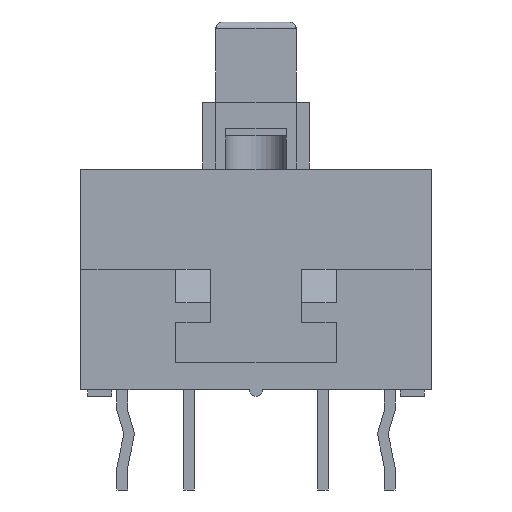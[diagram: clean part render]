
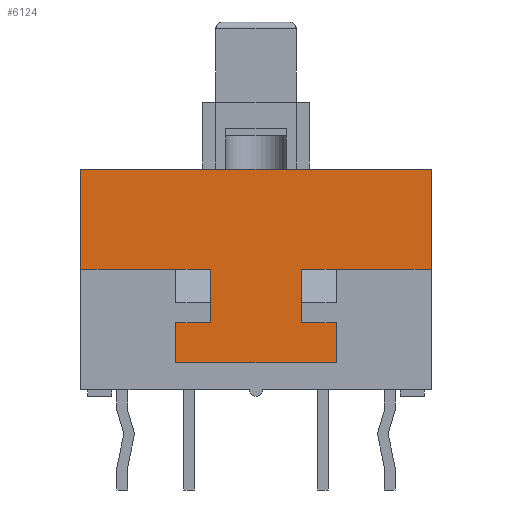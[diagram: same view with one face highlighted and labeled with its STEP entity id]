
A CAD part, front view. The second image highlights one B-rep face of the part: STEP entity #6124.
In plain terms, the highlighted planar face has unit normal (0, -1, 0).
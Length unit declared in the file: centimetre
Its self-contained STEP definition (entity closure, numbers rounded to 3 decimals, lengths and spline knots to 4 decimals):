
#157=FACE_OUTER_BOUND('',#491,.T.);
#491=EDGE_LOOP('',(#4405,#4406,#4407,#4408,#4409,#4410,#4411,#4412,#4413,
#4414,#4415,#4416,#4417,#4418,#4419,#4420));
#931=LINE('',#8641,#1796);
#953=LINE('',#8687,#1818);
#1009=LINE('',#8805,#1874);
#1012=LINE('',#8810,#1877);
#1027=LINE('',#8839,#1892);
#1047=LINE('',#8876,#1912);
#1048=LINE('',#8878,#1913);
#1049=LINE('',#8879,#1914);
#1050=LINE('',#8880,#1915);
#1051=LINE('',#8882,#1916);
#1052=LINE('',#8884,#1917);
#1053=LINE('',#8886,#1918);
#1054=LINE('',#8888,#1919);
#1055=LINE('',#8890,#1920);
#1056=LINE('',#8892,#1921);
#1057=LINE('',#8893,#1922);
#1796=VECTOR('',#7010,1.);
#1818=VECTOR('',#7040,1.);
#1874=VECTOR('',#7138,1.);
#1877=VECTOR('',#7143,1.);
#1892=VECTOR('',#7164,1.);
#1912=VECTOR('',#7194,1.);
#1913=VECTOR('',#7197,1.);
#1914=VECTOR('',#7198,1.);
#1915=VECTOR('',#7199,1.);
#1916=VECTOR('',#7200,1.);
#1917=VECTOR('',#7201,1.);
#1918=VECTOR('',#7202,1.);
#1919=VECTOR('',#7203,1.);
#1920=VECTOR('',#7204,1.);
#1921=VECTOR('',#7205,1.);
#1922=VECTOR('',#7206,1.);
#2619=VERTEX_POINT('',#8636);
#2621=VERTEX_POINT('',#8639);
#2641=VERTEX_POINT('',#8685);
#2681=VERTEX_POINT('',#8802);
#2682=VERTEX_POINT('',#8804);
#2683=VERTEX_POINT('',#8808);
#2693=VERTEX_POINT('',#8836);
#2694=VERTEX_POINT('',#8838);
#2705=VERTEX_POINT('',#8872);
#2706=VERTEX_POINT('',#8874);
#2707=VERTEX_POINT('',#8881);
#2708=VERTEX_POINT('',#8883);
#2709=VERTEX_POINT('',#8885);
#2710=VERTEX_POINT('',#8887);
#2711=VERTEX_POINT('',#8889);
#2712=VERTEX_POINT('',#8891);
#3248=EDGE_CURVE('',#2619,#2621,#931,.T.);
#3270=EDGE_CURVE('',#2621,#2641,#953,.T.);
#3327=EDGE_CURVE('',#2682,#2681,#1009,.T.);
#3330=EDGE_CURVE('',#2683,#2682,#1012,.T.);
#3345=EDGE_CURVE('',#2693,#2694,#1027,.T.);
#3365=EDGE_CURVE('',#2705,#2706,#1047,.T.);
#3366=EDGE_CURVE('',#2641,#2705,#1048,.T.);
#3367=EDGE_CURVE('',#2706,#2694,#1049,.T.);
#3368=EDGE_CURVE('',#2683,#2693,#1050,.T.);
#3369=EDGE_CURVE('',#2707,#2681,#1051,.T.);
#3370=EDGE_CURVE('',#2708,#2707,#1052,.T.);
#3371=EDGE_CURVE('',#2709,#2708,#1053,.T.);
#3372=EDGE_CURVE('',#2710,#2709,#1054,.T.);
#3373=EDGE_CURVE('',#2710,#2711,#1055,.T.);
#3374=EDGE_CURVE('',#2711,#2712,#1056,.T.);
#3375=EDGE_CURVE('',#2712,#2619,#1057,.T.);
#4405=ORIENTED_EDGE('',*,*,#3270,.T.);
#4406=ORIENTED_EDGE('',*,*,#3366,.T.);
#4407=ORIENTED_EDGE('',*,*,#3365,.T.);
#4408=ORIENTED_EDGE('',*,*,#3367,.T.);
#4409=ORIENTED_EDGE('',*,*,#3345,.F.);
#4410=ORIENTED_EDGE('',*,*,#3368,.F.);
#4411=ORIENTED_EDGE('',*,*,#3330,.T.);
#4412=ORIENTED_EDGE('',*,*,#3327,.T.);
#4413=ORIENTED_EDGE('',*,*,#3369,.F.);
#4414=ORIENTED_EDGE('',*,*,#3370,.F.);
#4415=ORIENTED_EDGE('',*,*,#3371,.F.);
#4416=ORIENTED_EDGE('',*,*,#3372,.F.);
#4417=ORIENTED_EDGE('',*,*,#3373,.T.);
#4418=ORIENTED_EDGE('',*,*,#3374,.T.);
#4419=ORIENTED_EDGE('',*,*,#3375,.T.);
#4420=ORIENTED_EDGE('',*,*,#3248,.T.);
#5801=PLANE('',#6475);
#6124=ADVANCED_FACE('',(#157),#5801,.T.);
#6475=AXIS2_PLACEMENT_3D('',#8877,#7195,#7196);
#7010=DIRECTION('',(0.,0.,1.));
#7040=DIRECTION('',(1.,0.,0.));
#7138=DIRECTION('',(0.,0.,-1.));
#7143=DIRECTION('',(1.,0.,0.));
#7164=DIRECTION('',(0.,0.,1.));
#7194=DIRECTION('',(0.,0.,1.));
#7195=DIRECTION('center_axis',(0.,-1.,0.));
#7196=DIRECTION('ref_axis',(0.,0.,1.));
#7197=DIRECTION('',(1.,0.,0.));
#7198=DIRECTION('',(-1.,0.,0.));
#7199=DIRECTION('',(-1.,0.,0.));
#7200=DIRECTION('',(0.,0.,1.));
#7201=DIRECTION('',(1.,0.,0.));
#7202=DIRECTION('',(0.,0.,1.));
#7203=DIRECTION('',(-1.,0.,0.));
#7204=DIRECTION('',(0.,0.,1.));
#7205=DIRECTION('',(-1.,0.,0.));
#7206=DIRECTION('',(0.,0.,1.));
#8636=CARTESIAN_POINT('',(0.17,-0.425,-0.2772));
#8639=CARTESIAN_POINT('',(0.17,-0.425,-0.1522));
#8641=CARTESIAN_POINT('',(0.17,-0.425,-0.2459));
#8685=CARTESIAN_POINT('',(0.3,-0.425,-0.1522));
#8687=CARTESIAN_POINT('',(0.4125,-0.425,-0.1522));
#8802=CARTESIAN_POINT('',(-0.17,-0.425,-0.2772));
#8804=CARTESIAN_POINT('',(-0.17,-0.425,-0.1522));
#8805=CARTESIAN_POINT('',(-0.17,-0.425,-0.1459));
#8808=CARTESIAN_POINT('',(-0.3,-0.425,-0.1522));
#8810=CARTESIAN_POINT('',(0.,-0.425,-0.1522));
#8836=CARTESIAN_POINT('',(-0.655,-0.425,-0.1522));
#8838=CARTESIAN_POINT('',(-0.655,-0.425,0.2228));
#8839=CARTESIAN_POINT('',(-0.655,-0.425,-0.1397));
#8872=CARTESIAN_POINT('',(0.655,-0.425,-0.1522));
#8874=CARTESIAN_POINT('',(0.655,-0.425,0.2228));
#8876=CARTESIAN_POINT('',(0.655,-0.425,-0.1397));
#8877=CARTESIAN_POINT('Origin',(0.655,-0.425,-0.1397));
#8878=CARTESIAN_POINT('',(-0.655,-0.425,-0.1522));
#8879=CARTESIAN_POINT('',(-0.655,-0.425,0.2228));
#8880=CARTESIAN_POINT('',(0.655,-0.425,-0.1522));
#8881=CARTESIAN_POINT('',(-0.17,-0.425,-0.3522));
#8882=CARTESIAN_POINT('',(-0.17,-0.425,-0.1522));
#8883=CARTESIAN_POINT('',(-0.3,-0.425,-0.3522));
#8884=CARTESIAN_POINT('',(-0.3,-0.425,-0.3522));
#8885=CARTESIAN_POINT('',(-0.3,-0.425,-0.5022));
#8886=CARTESIAN_POINT('',(-0.3,-0.425,-0.5022));
#8887=CARTESIAN_POINT('',(0.3,-0.425,-0.5022));
#8888=CARTESIAN_POINT('',(0.655,-0.425,-0.5022));
#8889=CARTESIAN_POINT('',(0.3,-0.425,-0.3522));
#8890=CARTESIAN_POINT('',(0.3,-0.425,-0.5022));
#8891=CARTESIAN_POINT('',(0.17,-0.425,-0.3522));
#8892=CARTESIAN_POINT('',(0.3,-0.425,-0.3522));
#8893=CARTESIAN_POINT('',(0.17,-0.425,-0.1522));
